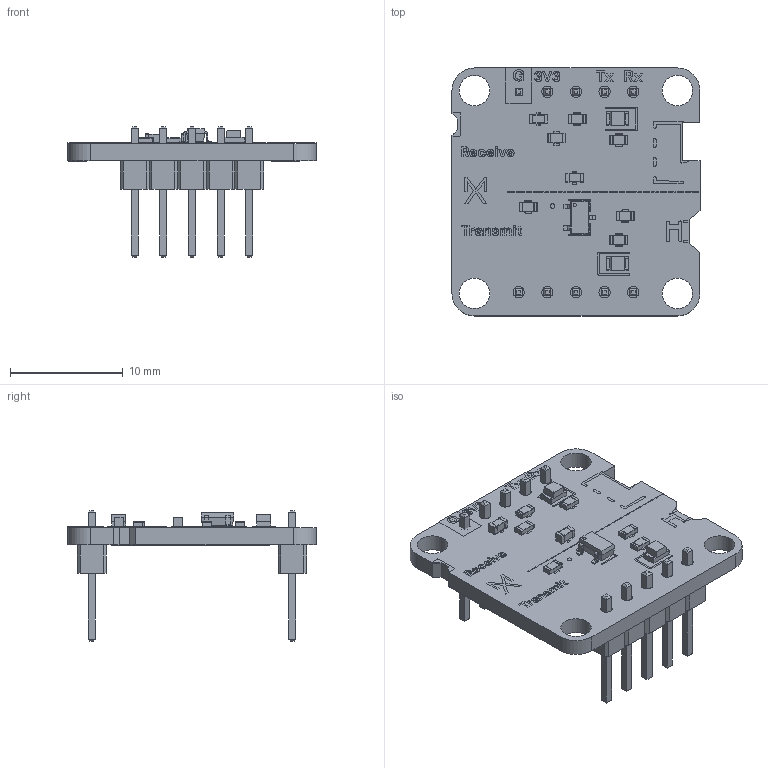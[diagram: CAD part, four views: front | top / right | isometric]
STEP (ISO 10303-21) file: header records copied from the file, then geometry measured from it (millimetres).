
FILE_DESCRIPTION(('KiCad electronic assembly'),'2;1');
FILE_NAME('0040_IR-Transceiver.step','2025-07-29T21:07:54',('Pcbnew'),( 'Kicad'),'Open CASCADE STEP processor 7.8','KiCad to STEP converter' ,'Unknown');
FILE_SCHEMA(('AUTOMOTIVE_DESIGN { 1 0 10303 214 1 1 1 1 }'));
Length unit declared in the file: millimetre
Products named in the file (8): 0040_IR-Transceiver 1; R_0603_1608Metric; C_0603_1608Metric; LED_0805_2012Metric; PinHeader_1x05_P2.54mm_Vertical; AO3402; 0040_IR-Transceiver_silkscreen; 0040_IR-Transceiver_PCB
Assembly tree (15 placements, depth 2):
  0040_IR-Transceiver 1
    R_0603_1608Metric  x6
    C_0603_1608Metric  x2
    LED_0805_2012Metric  x2
    PinHeader_1x05_P2.54mm_Vertical  x2
    AO3402
    0040_IR-Transceiver_silkscreen
    0040_IR-Transceiver_PCB
Bounding box: 22 x 22 x 11.54 mm (x, y, z)
Volume: 877 mm3; surface area: 1758.8 mm2
Topology: 18 solids, 125 shells, 762 faces, 3364 edges, 2772 vertices
Faces by surface type: plane 640, cylinder 122
Full cylindrical faces by diameter (mm): 1 x10, 2.7 x4
Entity records: 27512 total; most frequent: CARTESIAN_POINT 5203, DIRECTION 3885, ORIENTED_EDGE 3334, EDGE_CURVE 2523, VERTEX_POINT 2234, LINE 2053, VECTOR 2053, AXIS2_PLACEMENT_3D 916
